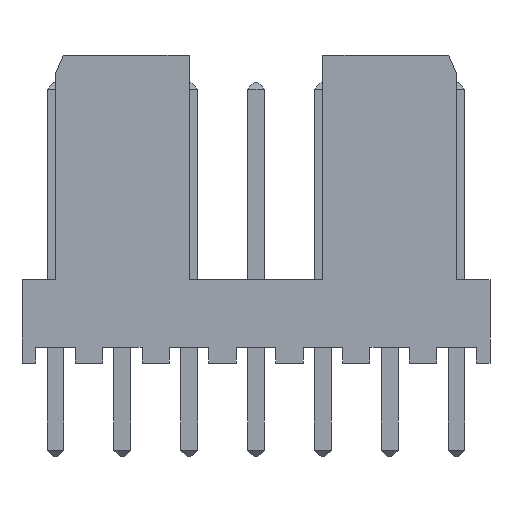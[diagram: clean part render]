
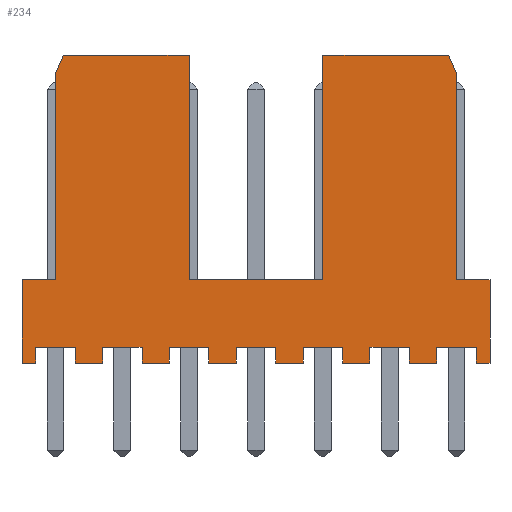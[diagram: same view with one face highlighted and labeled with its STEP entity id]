
A CAD part, front view. The second image highlights one B-rep face of the part: STEP entity #234.
In plain terms, the highlighted planar face has unit normal (0, -1, 0).
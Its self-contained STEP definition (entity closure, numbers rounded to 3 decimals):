
#13=DIRECTION('',(0.,0.,1.));
#24=VERTEX_POINT('',#25);
#25=CARTESIAN_POINT('',(-1.27,-2.9,0.));
#29=ORIENTED_EDGE('',*,*,#30,.T.);
#30=EDGE_CURVE('',#24,#31,#33,.T.);
#31=VERTEX_POINT('',#32);
#32=CARTESIAN_POINT('',(-0.75,-2.9,0.));
#33=LINE('',#25,#34);
#34=VECTOR('',#35,1.);
#35=DIRECTION('',(1.,0.,0.));
#47=VECTOR('',#48,1.);
#48=DIRECTION('',(-1.,0.,0.));
#60=VECTOR('',#13,1.);
#63=VERTEX_POINT('',#64);
#64=CARTESIAN_POINT('',(-1.27,-2.9,3.17));
#66=ORIENTED_EDGE('',*,*,#67,.F.);
#67=EDGE_CURVE('',#24,#63,#68,.T.);
#68=LINE('',#25,#60);
#222=ORIENTED_EDGE('',*,*,#223,.T.);
#223=EDGE_CURVE('',#31,#224,#226,.T.);
#224=VERTEX_POINT('',#225);
#225=CARTESIAN_POINT('',(-0.75,-2.9,0.6));
#226=LINE('',#32,#60);
#234=ADVANCED_FACE('',(#235),#429,.T.);
#235=FACE_BOUND('',#236,.T.);
#236=EDGE_LOOP('',(#29,#222,#237,#242,#247,#251,#256,#261,#266,#270,#275,#280,#285,#289,#294,#299,#304,#308,#313,#318,#323,#327,#332,#337,#342,#346,#351,#356,#361,#365,#370,#375,#380,#388,#393,#398,#402,#407,#414,#422,#427,#66));
#237=ORIENTED_EDGE('',*,*,#238,.F.);
#238=EDGE_CURVE('',#239,#224,#241,.T.);
#239=VERTEX_POINT('',#240);
#240=CARTESIAN_POINT('',(0.75,-2.9,0.6));
#241=LINE('',#240,#47);
#242=ORIENTED_EDGE('',*,*,#243,.F.);
#243=EDGE_CURVE('',#244,#239,#246,.T.);
#244=VERTEX_POINT('',#245);
#245=CARTESIAN_POINT('',(0.75,-2.9,0.));
#246=LINE('',#245,#60);
#247=ORIENTED_EDGE('',*,*,#248,.T.);
#248=EDGE_CURVE('',#244,#249,#33,.T.);
#249=VERTEX_POINT('',#250);
#250=CARTESIAN_POINT('',(1.79,-2.9,0.));
#251=ORIENTED_EDGE('',*,*,#252,.T.);
#252=EDGE_CURVE('',#249,#253,#255,.T.);
#253=VERTEX_POINT('',#254);
#254=CARTESIAN_POINT('',(1.79,-2.9,0.6));
#255=LINE('',#250,#60);
#256=ORIENTED_EDGE('',*,*,#257,.F.);
#257=EDGE_CURVE('',#258,#253,#260,.T.);
#258=VERTEX_POINT('',#259);
#259=CARTESIAN_POINT('',(3.29,-2.9,0.6));
#260=LINE('',#259,#47);
#261=ORIENTED_EDGE('',*,*,#262,.F.);
#262=EDGE_CURVE('',#263,#258,#265,.T.);
#263=VERTEX_POINT('',#264);
#264=CARTESIAN_POINT('',(3.29,-2.9,0.));
#265=LINE('',#264,#60);
#266=ORIENTED_EDGE('',*,*,#267,.T.);
#267=EDGE_CURVE('',#263,#268,#33,.T.);
#268=VERTEX_POINT('',#269);
#269=CARTESIAN_POINT('',(4.33,-2.9,0.));
#270=ORIENTED_EDGE('',*,*,#271,.T.);
#271=EDGE_CURVE('',#268,#272,#274,.T.);
#272=VERTEX_POINT('',#273);
#273=CARTESIAN_POINT('',(4.33,-2.9,0.6));
#274=LINE('',#269,#60);
#275=ORIENTED_EDGE('',*,*,#276,.F.);
#276=EDGE_CURVE('',#277,#272,#279,.T.);
#277=VERTEX_POINT('',#278);
#278=CARTESIAN_POINT('',(5.83,-2.9,0.6));
#279=LINE('',#278,#47);
#280=ORIENTED_EDGE('',*,*,#281,.F.);
#281=EDGE_CURVE('',#282,#277,#284,.T.);
#282=VERTEX_POINT('',#283);
#283=CARTESIAN_POINT('',(5.83,-2.9,0.));
#284=LINE('',#283,#60);
#285=ORIENTED_EDGE('',*,*,#286,.T.);
#286=EDGE_CURVE('',#282,#287,#33,.T.);
#287=VERTEX_POINT('',#288);
#288=CARTESIAN_POINT('',(6.87,-2.9,0.));
#289=ORIENTED_EDGE('',*,*,#290,.T.);
#290=EDGE_CURVE('',#287,#291,#293,.T.);
#291=VERTEX_POINT('',#292);
#292=CARTESIAN_POINT('',(6.87,-2.9,0.6));
#293=LINE('',#288,#60);
#294=ORIENTED_EDGE('',*,*,#295,.F.);
#295=EDGE_CURVE('',#296,#291,#298,.T.);
#296=VERTEX_POINT('',#297);
#297=CARTESIAN_POINT('',(8.37,-2.9,0.6));
#298=LINE('',#297,#47);
#299=ORIENTED_EDGE('',*,*,#300,.F.);
#300=EDGE_CURVE('',#301,#296,#303,.T.);
#301=VERTEX_POINT('',#302);
#302=CARTESIAN_POINT('',(8.37,-2.9,0.));
#303=LINE('',#302,#60);
#304=ORIENTED_EDGE('',*,*,#305,.T.);
#305=EDGE_CURVE('',#301,#306,#33,.T.);
#306=VERTEX_POINT('',#307);
#307=CARTESIAN_POINT('',(9.41,-2.9,0.));
#308=ORIENTED_EDGE('',*,*,#309,.T.);
#309=EDGE_CURVE('',#306,#310,#312,.T.);
#310=VERTEX_POINT('',#311);
#311=CARTESIAN_POINT('',(9.41,-2.9,0.6));
#312=LINE('',#307,#60);
#313=ORIENTED_EDGE('',*,*,#314,.F.);
#314=EDGE_CURVE('',#315,#310,#317,.T.);
#315=VERTEX_POINT('',#316);
#316=CARTESIAN_POINT('',(10.91,-2.9,0.6));
#317=LINE('',#316,#47);
#318=ORIENTED_EDGE('',*,*,#319,.F.);
#319=EDGE_CURVE('',#320,#315,#322,.T.);
#320=VERTEX_POINT('',#321);
#321=CARTESIAN_POINT('',(10.91,-2.9,0.));
#322=LINE('',#321,#60);
#323=ORIENTED_EDGE('',*,*,#324,.T.);
#324=EDGE_CURVE('',#320,#325,#33,.T.);
#325=VERTEX_POINT('',#326);
#326=CARTESIAN_POINT('',(11.95,-2.9,0.));
#327=ORIENTED_EDGE('',*,*,#328,.T.);
#328=EDGE_CURVE('',#325,#329,#331,.T.);
#329=VERTEX_POINT('',#330);
#330=CARTESIAN_POINT('',(11.95,-2.9,0.6));
#331=LINE('',#326,#60);
#332=ORIENTED_EDGE('',*,*,#333,.F.);
#333=EDGE_CURVE('',#334,#329,#336,.T.);
#334=VERTEX_POINT('',#335);
#335=CARTESIAN_POINT('',(13.45,-2.9,0.6));
#336=LINE('',#335,#47);
#337=ORIENTED_EDGE('',*,*,#338,.F.);
#338=EDGE_CURVE('',#339,#334,#341,.T.);
#339=VERTEX_POINT('',#340);
#340=CARTESIAN_POINT('',(13.45,-2.9,0.));
#341=LINE('',#340,#60);
#342=ORIENTED_EDGE('',*,*,#343,.T.);
#343=EDGE_CURVE('',#339,#344,#33,.T.);
#344=VERTEX_POINT('',#345);
#345=CARTESIAN_POINT('',(14.49,-2.9,0.));
#346=ORIENTED_EDGE('',*,*,#347,.T.);
#347=EDGE_CURVE('',#344,#348,#350,.T.);
#348=VERTEX_POINT('',#349);
#349=CARTESIAN_POINT('',(14.49,-2.9,0.6));
#350=LINE('',#345,#60);
#351=ORIENTED_EDGE('',*,*,#352,.F.);
#352=EDGE_CURVE('',#353,#348,#355,.T.);
#353=VERTEX_POINT('',#354);
#354=CARTESIAN_POINT('',(15.99,-2.9,0.6));
#355=LINE('',#354,#47);
#356=ORIENTED_EDGE('',*,*,#357,.F.);
#357=EDGE_CURVE('',#358,#353,#360,.T.);
#358=VERTEX_POINT('',#359);
#359=CARTESIAN_POINT('',(15.99,-2.9,0.));
#360=LINE('',#359,#60);
#361=ORIENTED_EDGE('',*,*,#362,.T.);
#362=EDGE_CURVE('',#358,#363,#33,.T.);
#363=VERTEX_POINT('',#364);
#364=CARTESIAN_POINT('',(16.51,-2.9,0.));
#365=ORIENTED_EDGE('',*,*,#366,.T.);
#366=EDGE_CURVE('',#363,#367,#369,.T.);
#367=VERTEX_POINT('',#368);
#368=CARTESIAN_POINT('',(16.51,-2.9,3.17));
#369=LINE('',#364,#60);
#370=ORIENTED_EDGE('',*,*,#371,.F.);
#371=EDGE_CURVE('',#372,#367,#374,.T.);
#372=VERTEX_POINT('',#373);
#373=CARTESIAN_POINT('',(15.24,-2.9,3.17));
#374=LINE('',#64,#34);
#375=ORIENTED_EDGE('',*,*,#376,.T.);
#376=EDGE_CURVE('',#372,#377,#379,.T.);
#377=VERTEX_POINT('',#378);
#378=CARTESIAN_POINT('',(15.24,-2.9,11.));
#379=LINE('',#373,#60);
#380=ORIENTED_EDGE('',*,*,#381,.F.);
#381=EDGE_CURVE('',#382,#377,#384,.T.);
#382=VERTEX_POINT('',#383);
#383=CARTESIAN_POINT('',(14.94,-2.9,11.7));
#384=LINE('',#385,#386);
#385=CARTESIAN_POINT('',(16.188,-2.9,8.787));
#386=VECTOR('',#387,1.);
#387=DIRECTION('',(0.394,0.,-0.919));
#388=ORIENTED_EDGE('',*,*,#389,.F.);
#389=EDGE_CURVE('',#390,#382,#392,.T.);
#390=VERTEX_POINT('',#391);
#391=CARTESIAN_POINT('',(10.16,-2.9,11.7));
#392=LINE('',#391,#34);
#393=ORIENTED_EDGE('',*,*,#394,.F.);
#394=EDGE_CURVE('',#395,#390,#397,.T.);
#395=VERTEX_POINT('',#396);
#396=CARTESIAN_POINT('',(10.16,-2.9,3.17));
#397=LINE('',#396,#60);
#398=ORIENTED_EDGE('',*,*,#399,.F.);
#399=EDGE_CURVE('',#400,#395,#374,.T.);
#400=VERTEX_POINT('',#401);
#401=CARTESIAN_POINT('',(5.08,-2.9,3.17));
#402=ORIENTED_EDGE('',*,*,#403,.T.);
#403=EDGE_CURVE('',#400,#404,#406,.T.);
#404=VERTEX_POINT('',#405);
#405=CARTESIAN_POINT('',(5.08,-2.9,11.7));
#406=LINE('',#401,#60);
#407=ORIENTED_EDGE('',*,*,#408,.T.);
#408=EDGE_CURVE('',#404,#409,#411,.T.);
#409=VERTEX_POINT('',#410);
#410=CARTESIAN_POINT('',(0.3,-2.9,11.7));
#411=LINE('',#405,#412);
#412=VECTOR('',#413,1.);
#413=DIRECTION('',(-1.,-0.,-0.));
#414=ORIENTED_EDGE('',*,*,#415,.T.);
#415=EDGE_CURVE('',#409,#416,#418,.T.);
#416=VERTEX_POINT('',#417);
#417=CARTESIAN_POINT('',(0.,-2.9,11.));
#418=LINE('',#419,#420);
#419=CARTESIAN_POINT('',(-0.948,-2.9,8.787));
#420=VECTOR('',#421,1.);
#421=DIRECTION('',(-0.394,-0.,-0.919));
#422=ORIENTED_EDGE('',*,*,#423,.F.);
#423=EDGE_CURVE('',#424,#416,#426,.T.);
#424=VERTEX_POINT('',#425);
#425=CARTESIAN_POINT('',(0.,-2.9,3.17));
#426=LINE('',#425,#60);
#427=ORIENTED_EDGE('',*,*,#428,.F.);
#428=EDGE_CURVE('',#63,#424,#374,.T.);
#429=PLANE('',#430);
#430=AXIS2_PLACEMENT_3D('',#431,#432,#433);
#431=CARTESIAN_POINT('',(7.62,-2.9,4.884));
#432=DIRECTION('',(-0.,-1.,-0.));
#433=DIRECTION('',(0.,0.,-1.));
